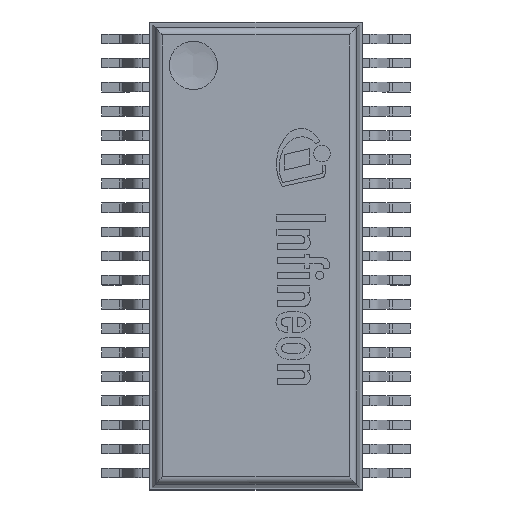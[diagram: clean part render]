
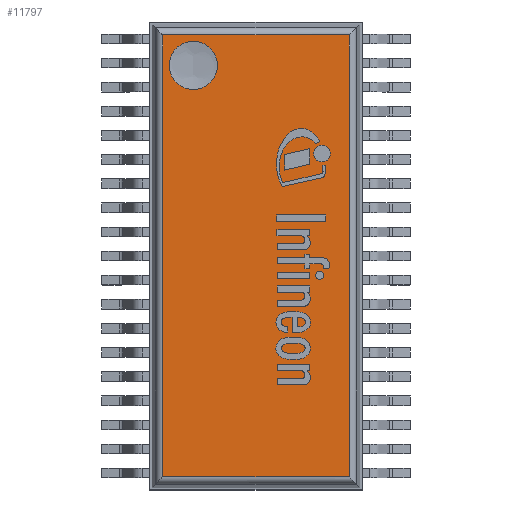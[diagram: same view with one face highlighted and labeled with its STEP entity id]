
A CAD part, top view. The second image highlights one B-rep face of the part: STEP entity #11797.
In plain terms, the highlighted planar face has unit normal (0, 0, 1).
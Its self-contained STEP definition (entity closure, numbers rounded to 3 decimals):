
#53=FACE_BOUND('',#1733,.T.);
#231=CIRCLE('',#12654,0.5);
#1048=FACE_OUTER_BOUND('',#1732,.T.);
#1732=EDGE_LOOP('',(#9328,#9329,#9330,#9331));
#1733=EDGE_LOOP('',(#9332));
#2763=LINE('',#18698,#4097);
#2764=LINE('',#18700,#4098);
#2765=LINE('',#18702,#4099);
#2766=LINE('',#18703,#4100);
#4097=VECTOR('',#14855,1000.);
#4098=VECTOR('',#14856,1000.);
#4099=VECTOR('',#14857,1000.);
#4100=VECTOR('',#14858,1000.);
#5304=VERTEX_POINT('',#18668);
#5313=VERTEX_POINT('',#18696);
#5314=VERTEX_POINT('',#18697);
#5315=VERTEX_POINT('',#18699);
#5316=VERTEX_POINT('',#18701);
#6730=EDGE_CURVE('',#5304,#5304,#231,.T.);
#6743=EDGE_CURVE('',#5313,#5314,#2763,.T.);
#6744=EDGE_CURVE('',#5314,#5315,#2764,.T.);
#6745=EDGE_CURVE('',#5315,#5316,#2765,.T.);
#6746=EDGE_CURVE('',#5316,#5313,#2766,.T.);
#9328=ORIENTED_EDGE('',*,*,#6743,.T.);
#9329=ORIENTED_EDGE('',*,*,#6744,.T.);
#9330=ORIENTED_EDGE('',*,*,#6745,.T.);
#9331=ORIENTED_EDGE('',*,*,#6746,.T.);
#9332=ORIENTED_EDGE('',*,*,#6730,.F.);
#11213=PLANE('',#12659);
#11797=ADVANCED_FACE('',(#1048,#53),#11213,.T.);
#12654=AXIS2_PLACEMENT_3D('',#18670,#14831,#14832);
#12659=AXIS2_PLACEMENT_3D('',#18695,#14853,#14854);
#14831=DIRECTION('center_axis',(0.,0.,1.));
#14832=DIRECTION('ref_axis',(1.,0.,0.));
#14853=DIRECTION('center_axis',(0.,0.,1.));
#14854=DIRECTION('ref_axis',(1.,0.,0.));
#14855=DIRECTION('',(0.,1.,0.));
#14856=DIRECTION('',(-1.,0.,0.));
#14857=DIRECTION('',(0.,-1.,0.));
#14858=DIRECTION('',(1.,0.,0.));
#18668=CARTESIAN_POINT('',(-1.8,3.95,1.2));
#18670=CARTESIAN_POINT('Origin',(-1.3,3.95,1.2));
#18695=CARTESIAN_POINT('Origin',(0.,0.,1.2));
#18696=CARTESIAN_POINT('',(1.93,-4.58,1.2));
#18697=CARTESIAN_POINT('',(1.93,4.58,1.2));
#18698=CARTESIAN_POINT('',(1.93,4.702,1.2));
#18699=CARTESIAN_POINT('',(-1.93,4.58,1.2));
#18700=CARTESIAN_POINT('',(-2.052,4.58,1.2));
#18701=CARTESIAN_POINT('',(-1.93,-4.58,1.2));
#18702=CARTESIAN_POINT('',(-1.93,-4.702,1.2));
#18703=CARTESIAN_POINT('',(2.052,-4.58,1.2));
